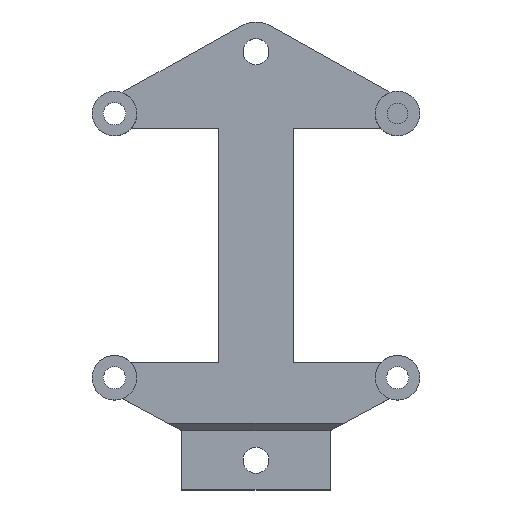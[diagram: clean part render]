
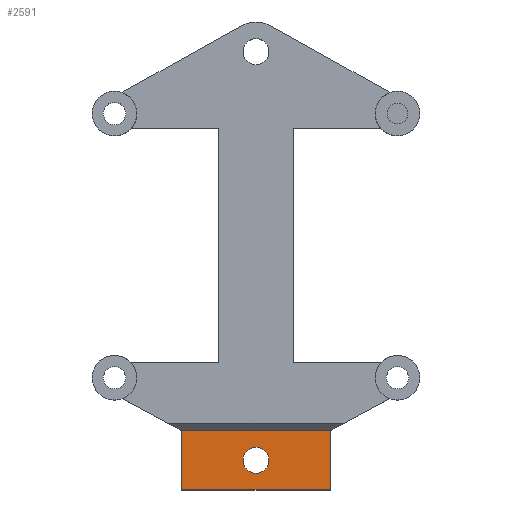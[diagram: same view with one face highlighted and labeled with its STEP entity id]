
A CAD part, top view. The second image highlights one B-rep face of the part: STEP entity #2591.
In plain terms, the highlighted planar face has unit normal (0, 0, 1).
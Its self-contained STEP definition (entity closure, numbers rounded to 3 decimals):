
#310 = VERTEX_POINT('',#311);
#311 = CARTESIAN_POINT('',(-10.,4.,2.));
#324 = PLANE('',#325);
#325 = AXIS2_PLACEMENT_3D('',#326,#327,#328);
#326 = CARTESIAN_POINT('',(-10.,4.707,2.707));
#327 = DIRECTION('',(0.,-0.707,0.707));
#328 = DIRECTION('',(1.,0.,0.));
#349 = PLANE('',#350);
#350 = AXIS2_PLACEMENT_3D('',#351,#352,#353);
#351 = CARTESIAN_POINT('',(-10.,4.,0.));
#352 = DIRECTION('',(-1.,-0.,-0.));
#353 = DIRECTION('',(0.,1.,0.));
#1001 = PLANE('',#1002);
#1002 = AXIS2_PLACEMENT_3D('',#1003,#1004,#1005);
#1003 = CARTESIAN_POINT('',(-10.,-4.,0.));
#1004 = DIRECTION('',(0.,-1.,0.));
#1005 = DIRECTION('',(0.,0.,-1.));
#1029 = PLANE('',#1030);
#1030 = AXIS2_PLACEMENT_3D('',#1031,#1032,#1033);
#1031 = CARTESIAN_POINT('',(10.,4.,0.));
#1032 = DIRECTION('',(1.,0.,0.));
#1033 = DIRECTION('',(0.,-1.,0.));
#1450 = CYLINDRICAL_SURFACE('',#1451,1.75);
#1451 = AXIS2_PLACEMENT_3D('',#1452,#1453,#1454);
#1452 = CARTESIAN_POINT('',(0.,0.,0.));
#1453 = DIRECTION('',(0.,0.,-1.));
#1454 = DIRECTION('',(1.,0.,0.));
#1658 = EDGE_CURVE('',#1659,#310,#1661,.T.);
#1659 = VERTEX_POINT('',#1660);
#1660 = CARTESIAN_POINT('',(-10.,-4.,2.));
#1661 = SURFACE_CURVE('',#1662,(#1666,#1673),.PCURVE_S1.);
#1662 = LINE('',#1663,#1664);
#1663 = CARTESIAN_POINT('',(-10.,-4.,2.));
#1664 = VECTOR('',#1665,1.);
#1665 = DIRECTION('',(0.,1.,0.));
#1666 = PCURVE('',#349,#1667);
#1667 = DEFINITIONAL_REPRESENTATION('',(#1668),#1672);
#1668 = LINE('',#1669,#1670);
#1669 = CARTESIAN_POINT('',(-8.,-2.));
#1670 = VECTOR('',#1671,1.);
#1671 = DIRECTION('',(1.,-0.));
#1672 = ( GEOMETRIC_REPRESENTATION_CONTEXT(2) 
PARAMETRIC_REPRESENTATION_CONTEXT() REPRESENTATION_CONTEXT('2D SPACE',''
  ) );
#1673 = PCURVE('',#1674,#1679);
#1674 = PLANE('',#1675);
#1675 = AXIS2_PLACEMENT_3D('',#1676,#1677,#1678);
#1676 = CARTESIAN_POINT('',(-10.,4.,2.));
#1677 = DIRECTION('',(0.,0.,1.));
#1678 = DIRECTION('',(1.,0.,0.));
#1679 = DEFINITIONAL_REPRESENTATION('',(#1680),#1684);
#1680 = LINE('',#1681,#1682);
#1681 = CARTESIAN_POINT('',(0.,-8.));
#1682 = VECTOR('',#1683,1.);
#1683 = DIRECTION('',(0.,1.));
#1684 = ( GEOMETRIC_REPRESENTATION_CONTEXT(2) 
PARAMETRIC_REPRESENTATION_CONTEXT() REPRESENTATION_CONTEXT('2D SPACE',''
  ) );
#1711 = EDGE_CURVE('',#310,#1712,#1714,.T.);
#1712 = VERTEX_POINT('',#1713);
#1713 = CARTESIAN_POINT('',(10.,4.,2.));
#1714 = SURFACE_CURVE('',#1715,(#1719,#1725),.PCURVE_S1.);
#1715 = LINE('',#1716,#1717);
#1716 = CARTESIAN_POINT('',(-10.,4.,2.));
#1717 = VECTOR('',#1718,1.);
#1718 = DIRECTION('',(1.,0.,0.));
#1719 = PCURVE('',#324,#1720);
#1720 = DEFINITIONAL_REPRESENTATION('',(#1721),#1724);
#1721 = B_SPLINE_CURVE_WITH_KNOTS('',1,(#1722,#1723),.UNSPECIFIED.,.F.,
  .F.,(2,2),(0.,20.),.PIECEWISE_BEZIER_KNOTS.);
#1722 = CARTESIAN_POINT('',(0.,-1.));
#1723 = CARTESIAN_POINT('',(20.,-1.));
#1724 = ( GEOMETRIC_REPRESENTATION_CONTEXT(2) 
PARAMETRIC_REPRESENTATION_CONTEXT() REPRESENTATION_CONTEXT('2D SPACE',''
  ) );
#1725 = PCURVE('',#1674,#1726);
#1726 = DEFINITIONAL_REPRESENTATION('',(#1727),#1730);
#1727 = B_SPLINE_CURVE_WITH_KNOTS('',1,(#1728,#1729),.UNSPECIFIED.,.F.,
  .F.,(2,2),(0.,20.),.PIECEWISE_BEZIER_KNOTS.);
#1728 = CARTESIAN_POINT('',(0.,0.));
#1729 = CARTESIAN_POINT('',(20.,0.));
#1730 = ( GEOMETRIC_REPRESENTATION_CONTEXT(2) 
PARAMETRIC_REPRESENTATION_CONTEXT() REPRESENTATION_CONTEXT('2D SPACE',''
  ) );
#2266 = VERTEX_POINT('',#2267);
#2267 = CARTESIAN_POINT('',(10.,-4.,2.));
#2288 = EDGE_CURVE('',#2266,#1659,#2289,.T.);
#2289 = SURFACE_CURVE('',#2290,(#2294,#2301),.PCURVE_S1.);
#2290 = LINE('',#2291,#2292);
#2291 = CARTESIAN_POINT('',(10.,-4.,2.));
#2292 = VECTOR('',#2293,1.);
#2293 = DIRECTION('',(-1.,0.,0.));
#2294 = PCURVE('',#1001,#2295);
#2295 = DEFINITIONAL_REPRESENTATION('',(#2296),#2300);
#2296 = LINE('',#2297,#2298);
#2297 = CARTESIAN_POINT('',(-2.,20.));
#2298 = VECTOR('',#2299,1.);
#2299 = DIRECTION('',(0.,-1.));
#2300 = ( GEOMETRIC_REPRESENTATION_CONTEXT(2) 
PARAMETRIC_REPRESENTATION_CONTEXT() REPRESENTATION_CONTEXT('2D SPACE',''
  ) );
#2301 = PCURVE('',#1674,#2302);
#2302 = DEFINITIONAL_REPRESENTATION('',(#2303),#2307);
#2303 = LINE('',#2304,#2305);
#2304 = CARTESIAN_POINT('',(20.,-8.));
#2305 = VECTOR('',#2306,1.);
#2306 = DIRECTION('',(-1.,0.));
#2307 = ( GEOMETRIC_REPRESENTATION_CONTEXT(2) 
PARAMETRIC_REPRESENTATION_CONTEXT() REPRESENTATION_CONTEXT('2D SPACE',''
  ) );
#2314 = EDGE_CURVE('',#1712,#2266,#2315,.T.);
#2315 = SURFACE_CURVE('',#2316,(#2320,#2327),.PCURVE_S1.);
#2316 = LINE('',#2317,#2318);
#2317 = CARTESIAN_POINT('',(10.,4.,2.));
#2318 = VECTOR('',#2319,1.);
#2319 = DIRECTION('',(0.,-1.,0.));
#2320 = PCURVE('',#1029,#2321);
#2321 = DEFINITIONAL_REPRESENTATION('',(#2322),#2326);
#2322 = LINE('',#2323,#2324);
#2323 = CARTESIAN_POINT('',(0.,-2.));
#2324 = VECTOR('',#2325,1.);
#2325 = DIRECTION('',(1.,0.));
#2326 = ( GEOMETRIC_REPRESENTATION_CONTEXT(2) 
PARAMETRIC_REPRESENTATION_CONTEXT() REPRESENTATION_CONTEXT('2D SPACE',''
  ) );
#2327 = PCURVE('',#1674,#2328);
#2328 = DEFINITIONAL_REPRESENTATION('',(#2329),#2333);
#2329 = LINE('',#2330,#2331);
#2330 = CARTESIAN_POINT('',(20.,0.));
#2331 = VECTOR('',#2332,1.);
#2332 = DIRECTION('',(0.,-1.));
#2333 = ( GEOMETRIC_REPRESENTATION_CONTEXT(2) 
PARAMETRIC_REPRESENTATION_CONTEXT() REPRESENTATION_CONTEXT('2D SPACE',''
  ) );
#2340 = VERTEX_POINT('',#2341);
#2341 = CARTESIAN_POINT('',(1.75,0.,2.));
#2362 = EDGE_CURVE('',#2340,#2363,#2365,.T.);
#2363 = VERTEX_POINT('',#2364);
#2364 = CARTESIAN_POINT('',(-1.75,0.,2.));
#2365 = SURFACE_CURVE('',#2366,(#2371,#2377),.PCURVE_S1.);
#2366 = CIRCLE('',#2367,1.75);
#2367 = AXIS2_PLACEMENT_3D('',#2368,#2369,#2370);
#2368 = CARTESIAN_POINT('',(0.,0.,2.));
#2369 = DIRECTION('',(0.,0.,-1.));
#2370 = DIRECTION('',(1.,0.,0.));
#2371 = PCURVE('',#1450,#2372);
#2372 = DEFINITIONAL_REPRESENTATION('',(#2373),#2376);
#2373 = B_SPLINE_CURVE_WITH_KNOTS('',1,(#2374,#2375),.UNSPECIFIED.,.F.,
  .F.,(2,2),(0.,3.142),.PIECEWISE_BEZIER_KNOTS.);
#2374 = CARTESIAN_POINT('',(0.,-2.));
#2375 = CARTESIAN_POINT('',(3.142,-2.));
#2376 = ( GEOMETRIC_REPRESENTATION_CONTEXT(2) 
PARAMETRIC_REPRESENTATION_CONTEXT() REPRESENTATION_CONTEXT('2D SPACE',''
  ) );
#2377 = PCURVE('',#1674,#2378);
#2378 = DEFINITIONAL_REPRESENTATION('',(#2379),#2385);
#2379 = ( BOUNDED_CURVE() B_SPLINE_CURVE(2,(#2380,#2381,#2382,#2383,
#2384),.UNSPECIFIED.,.F.,.F.) B_SPLINE_CURVE_WITH_KNOTS((3,2,3),(0.,
1.571,3.142),.PIECEWISE_BEZIER_KNOTS.) CURVE() 
GEOMETRIC_REPRESENTATION_ITEM() RATIONAL_B_SPLINE_CURVE((1.,
0.707,1.,0.707,1.)) REPRESENTATION_ITEM('') );
#2380 = CARTESIAN_POINT('',(11.75,-4.));
#2381 = CARTESIAN_POINT('',(11.75,-5.75));
#2382 = CARTESIAN_POINT('',(10.,-5.75));
#2383 = CARTESIAN_POINT('',(8.25,-5.75));
#2384 = CARTESIAN_POINT('',(8.25,-4.));
#2385 = ( GEOMETRIC_REPRESENTATION_CONTEXT(2) 
PARAMETRIC_REPRESENTATION_CONTEXT() REPRESENTATION_CONTEXT('2D SPACE',''
  ) );
#2387 = EDGE_CURVE('',#2363,#2340,#2388,.T.);
#2388 = SURFACE_CURVE('',#2389,(#2394,#2400),.PCURVE_S1.);
#2389 = CIRCLE('',#2390,1.75);
#2390 = AXIS2_PLACEMENT_3D('',#2391,#2392,#2393);
#2391 = CARTESIAN_POINT('',(0.,0.,2.));
#2392 = DIRECTION('',(0.,0.,-1.));
#2393 = DIRECTION('',(1.,0.,0.));
#2394 = PCURVE('',#1450,#2395);
#2395 = DEFINITIONAL_REPRESENTATION('',(#2396),#2399);
#2396 = B_SPLINE_CURVE_WITH_KNOTS('',1,(#2397,#2398),.UNSPECIFIED.,.F.,
  .F.,(2,2),(3.142,6.283),.PIECEWISE_BEZIER_KNOTS.);
#2397 = CARTESIAN_POINT('',(3.142,-2.));
#2398 = CARTESIAN_POINT('',(6.283,-2.));
#2399 = ( GEOMETRIC_REPRESENTATION_CONTEXT(2) 
PARAMETRIC_REPRESENTATION_CONTEXT() REPRESENTATION_CONTEXT('2D SPACE',''
  ) );
#2400 = PCURVE('',#1674,#2401);
#2401 = DEFINITIONAL_REPRESENTATION('',(#2402),#2408);
#2402 = ( BOUNDED_CURVE() B_SPLINE_CURVE(2,(#2403,#2404,#2405,#2406,
#2407),.UNSPECIFIED.,.F.,.F.) B_SPLINE_CURVE_WITH_KNOTS((3,2,3),(
    3.142,4.712,6.283),
.PIECEWISE_BEZIER_KNOTS.) CURVE() GEOMETRIC_REPRESENTATION_ITEM() 
RATIONAL_B_SPLINE_CURVE((1.,0.707,1.,0.707,1.)) 
REPRESENTATION_ITEM('') );
#2403 = CARTESIAN_POINT('',(8.25,-4.));
#2404 = CARTESIAN_POINT('',(8.25,-2.25));
#2405 = CARTESIAN_POINT('',(10.,-2.25));
#2406 = CARTESIAN_POINT('',(11.75,-2.25));
#2407 = CARTESIAN_POINT('',(11.75,-4.));
#2408 = ( GEOMETRIC_REPRESENTATION_CONTEXT(2) 
PARAMETRIC_REPRESENTATION_CONTEXT() REPRESENTATION_CONTEXT('2D SPACE',''
  ) );
#2591 = ADVANCED_FACE('',(#2592,#2596),#1674,.T.);
#2592 = FACE_BOUND('',#2593,.T.);
#2593 = EDGE_LOOP('',(#2594,#2595));
#2594 = ORIENTED_EDGE('',*,*,#2387,.T.);
#2595 = ORIENTED_EDGE('',*,*,#2362,.T.);
#2596 = FACE_BOUND('',#2597,.T.);
#2597 = EDGE_LOOP('',(#2598,#2599,#2600,#2601));
#2598 = ORIENTED_EDGE('',*,*,#1711,.F.);
#2599 = ORIENTED_EDGE('',*,*,#1658,.F.);
#2600 = ORIENTED_EDGE('',*,*,#2288,.F.);
#2601 = ORIENTED_EDGE('',*,*,#2314,.F.);
